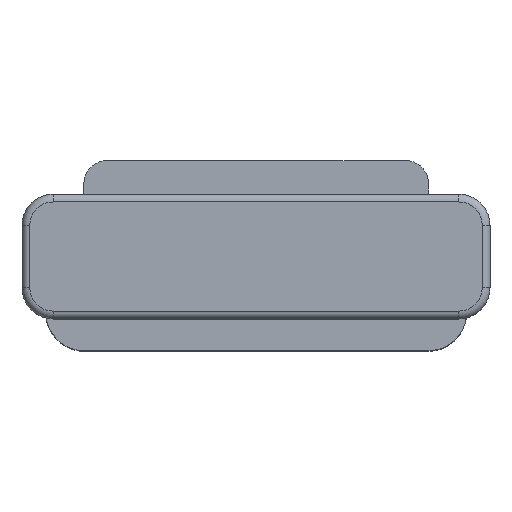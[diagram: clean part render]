
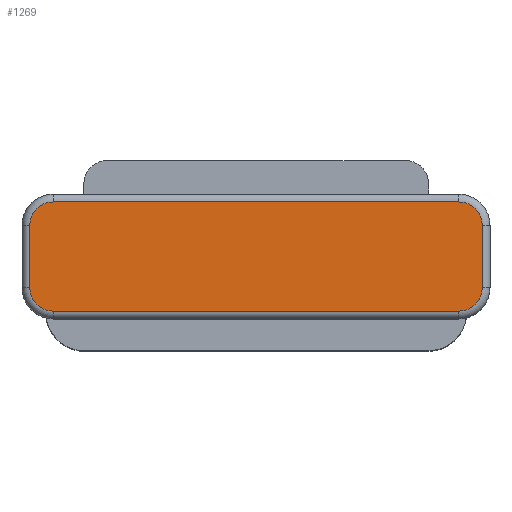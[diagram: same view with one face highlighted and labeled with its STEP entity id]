
A CAD part, top view. The second image highlights one B-rep face of the part: STEP entity #1269.
In plain terms, the highlighted planar face has unit normal (0, 0, 1).
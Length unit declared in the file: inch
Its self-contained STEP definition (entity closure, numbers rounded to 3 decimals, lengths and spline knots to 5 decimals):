
#1186 = VERTEX_POINT ( 'NONE', #5629 ) ;
#1187 = ORIENTED_EDGE ( 'NONE', *, *, #1188, .T. ) ;
#1188 = EDGE_CURVE ( 'NONE', #1186, #1189, #5628, .T. ) ;
#1189 = VERTEX_POINT ( 'NONE', #5823 ) ;
#1190 = ORIENTED_EDGE ( 'NONE', *, *, #1191, .T. ) ;
#1191 = EDGE_CURVE ( 'NONE', #1189, #1272, #5749, .T. ) ;
#1210 = ORIENTED_EDGE ( 'NONE', *, *, #1211, .T. ) ;
#1211 = EDGE_CURVE ( 'NONE', #1275, #1258, #5738, .T. ) ;
#1212 = VERTEX_POINT ( 'NONE', #5740 ) ;
#1213 = VERTEX_POINT ( 'NONE', #5739 ) ;
#1214 = ORIENTED_EDGE ( 'NONE', *, *, #1215, .T. ) ;
#1215 = EDGE_CURVE ( 'NONE', #1213, #1216, #5688, .T. ) ;
#1216 = VERTEX_POINT ( 'NONE', #5742 ) ;
#1217 = ORIENTED_EDGE ( 'NONE', *, *, #1218, .T. ) ;
#1218 = EDGE_CURVE ( 'NONE', #1216, #1186, #5671, .T. ) ;
#1219 = EDGE_LOOP ( 'NONE', ( #1277, #1214, #1217, #1187, #1190, #1273, #1210, #1259 ) ) ;
#1230 = EDGE_CURVE ( 'NONE', #1258, #1212, #5728, .T. ) ;
#1258 = VERTEX_POINT ( 'NONE', #5875 ) ;
#1259 = ORIENTED_EDGE ( 'NONE', *, *, #1230, .T. ) ;
#1269 = ADVANCED_FACE ( 'NONE', ( #5835 ), #5834, .T. ) ;
#1272 = VERTEX_POINT ( 'NONE', #5863 ) ;
#1273 = ORIENTED_EDGE ( 'NONE', *, *, #1274, .T. ) ;
#1274 = EDGE_CURVE ( 'NONE', #1272, #1275, #5844, .T. ) ;
#1275 = VERTEX_POINT ( 'NONE', #5866 ) ;
#1277 = ORIENTED_EDGE ( 'NONE', *, *, #1278, .T. ) ;
#1278 = EDGE_CURVE ( 'NONE', #1212, #1213, #5842, .T. ) ;
#5626 = CARTESIAN_POINT ( 'NONE',  ( -0.13, 0.08, 0.29 ) ) ;
#5627 = AXIS2_PLACEMENT_3D ( 'NONE', #5626, #5816, #5776 ) ;
#5628 = CIRCLE ( 'NONE', #5627, 0.015 ) ;
#5629 = CARTESIAN_POINT ( 'NONE',  ( -0.13, 0.095, 0.29 ) ) ;
#5668 = DIRECTION ( 'NONE',  ( -1., 0., 0. ) ) ;
#5669 = VECTOR ( 'NONE', #5668, 39.37008 ) ;
#5670 = CARTESIAN_POINT ( 'NONE',  ( -0.13, 0.095, 0.29 ) ) ;
#5671 = LINE ( 'NONE', #5670, #5669 ) ;
#5684 = DIRECTION ( 'NONE',  ( 1., 0., 0. ) ) ;
#5685 = DIRECTION ( 'NONE',  ( 0., 0., 1. ) ) ;
#5686 = CARTESIAN_POINT ( 'NONE',  ( 0.13, 0.08, 0.29 ) ) ;
#5687 = AXIS2_PLACEMENT_3D ( 'NONE', #5686, #5685, #5684 ) ;
#5688 = CIRCLE ( 'NONE', #5687, 0.015 ) ;
#5689 = DIRECTION ( 'NONE',  ( 0., -1., 0. ) ) ;
#5690 = VECTOR ( 'NONE', #5689, 39.37008 ) ;
#5691 = CARTESIAN_POINT ( 'NONE',  ( -0.145, 0.04, 0.29 ) ) ;
#5728 = CIRCLE ( 'NONE', #5815, 0.015 ) ;
#5736 = VECTOR ( 'NONE', #5741, 39.37008 ) ;
#5737 = CARTESIAN_POINT ( 'NONE',  ( 0.13, 0.025, 0.29 ) ) ;
#5738 = LINE ( 'NONE', #5737, #5736 ) ;
#5739 = CARTESIAN_POINT ( 'NONE',  ( 0.145, 0.08, 0.29 ) ) ;
#5740 = CARTESIAN_POINT ( 'NONE',  ( 0.145, 0.04, 0.29 ) ) ;
#5741 = DIRECTION ( 'NONE',  ( 1., 0., 0. ) ) ;
#5742 = CARTESIAN_POINT ( 'NONE',  ( 0.13, 0.095, 0.29 ) ) ;
#5749 = LINE ( 'NONE', #5691, #5690 ) ;
#5776 = DIRECTION ( 'NONE',  ( 1., 0., 0. ) ) ;
#5812 = DIRECTION ( 'NONE',  ( 1., 0., 0. ) ) ;
#5813 = DIRECTION ( 'NONE',  ( 0., 0., 1. ) ) ;
#5814 = CARTESIAN_POINT ( 'NONE',  ( 0.13, 0.04, 0.29 ) ) ;
#5815 = AXIS2_PLACEMENT_3D ( 'NONE', #5814, #5813, #5812 ) ;
#5816 = DIRECTION ( 'NONE',  ( 0., 0., 1. ) ) ;
#5823 = CARTESIAN_POINT ( 'NONE',  ( -0.145, 0.08, 0.29 ) ) ;
#5834 = PLANE ( 'NONE',  #5878 ) ;
#5835 = FACE_OUTER_BOUND ( 'NONE', #1219, .T. ) ;
#5839 = DIRECTION ( 'NONE',  ( 0., 1., 0. ) ) ;
#5840 = VECTOR ( 'NONE', #5839, 39.37008 ) ;
#5841 = CARTESIAN_POINT ( 'NONE',  ( 0.145, 0.08, 0.29 ) ) ;
#5842 = LINE ( 'NONE', #5841, #5840 ) ;
#5843 = AXIS2_PLACEMENT_3D ( 'NONE', #5869, #5868, #5867 ) ;
#5844 = CIRCLE ( 'NONE', #5843, 0.015 ) ;
#5861 = DIRECTION ( 'NONE',  ( 0., 0., 1. ) ) ;
#5862 = CARTESIAN_POINT ( 'NONE',  ( -0.13, 0.08, 0.29 ) ) ;
#5863 = CARTESIAN_POINT ( 'NONE',  ( -0.145, 0.04, 0.29 ) ) ;
#5866 = CARTESIAN_POINT ( 'NONE',  ( -0.13, 0.025, 0.29 ) ) ;
#5867 = DIRECTION ( 'NONE',  ( 1., 0., 0. ) ) ;
#5868 = DIRECTION ( 'NONE',  ( 0., 0., 1. ) ) ;
#5869 = CARTESIAN_POINT ( 'NONE',  ( -0.13, 0.04, 0.29 ) ) ;
#5875 = CARTESIAN_POINT ( 'NONE',  ( 0.13, 0.025, 0.29 ) ) ;
#5878 = AXIS2_PLACEMENT_3D ( 'NONE', #5862, #5861, #5879 ) ;
#5879 = DIRECTION ( 'NONE',  ( 1., 0., 0. ) ) ;
